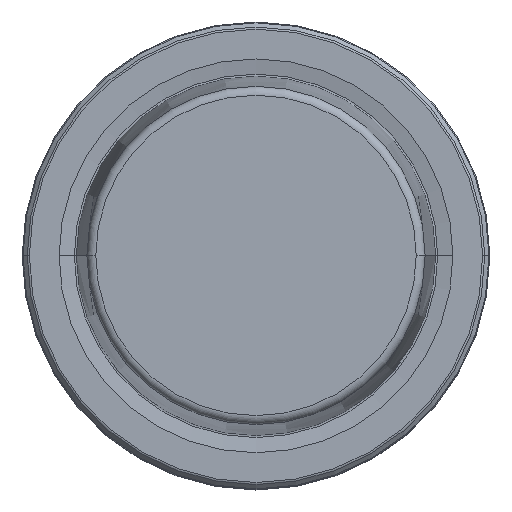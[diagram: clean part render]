
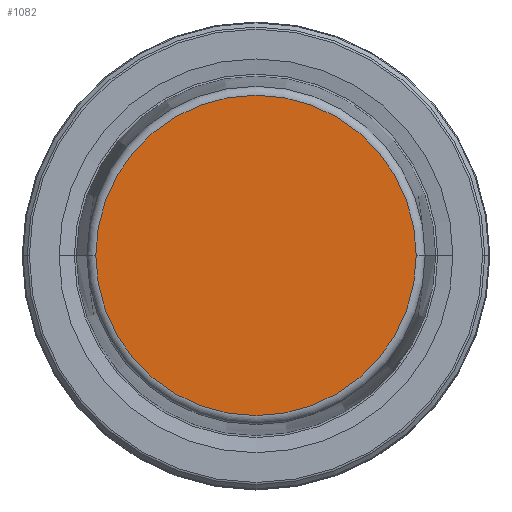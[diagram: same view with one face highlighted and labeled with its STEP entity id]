
A CAD part, top view. The second image highlights one B-rep face of the part: STEP entity #1082.
In plain terms, the highlighted planar face has unit normal (0, 0, 1).
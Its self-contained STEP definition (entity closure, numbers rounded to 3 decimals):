
#106 = EDGE_LOOP ( 'NONE', ( #280, #991 ) ) ;
#118 = CARTESIAN_POINT ( 'NONE',  ( 0., 0., 31.9 ) ) ;
#179 = CIRCLE ( 'NONE', #1086, 21.581 ) ;
#267 = CARTESIAN_POINT ( 'NONE',  ( 0., 0., 31.9 ) ) ;
#280 = ORIENTED_EDGE ( 'NONE', *, *, #369, .T. ) ;
#292 = AXIS2_PLACEMENT_3D ( 'NONE', #661, #469, #1142 ) ;
#317 = FACE_OUTER_BOUND ( 'NONE', #106, .T. ) ;
#366 = PLANE ( 'NONE',  #292 ) ;
#369 = EDGE_CURVE ( 'NONE', #627, #604, #179, .T. ) ;
#370 = DIRECTION ( 'NONE',  ( 1., 0., 0. ) ) ;
#469 = DIRECTION ( 'NONE',  ( 0., 0., -1. ) ) ;
#604 = VERTEX_POINT ( 'NONE', #734 ) ;
#627 = VERTEX_POINT ( 'NONE', #1192 ) ;
#661 = CARTESIAN_POINT ( 'NONE',  ( 0., 0., 31.9 ) ) ;
#691 = DIRECTION ( 'NONE',  ( 0., 0., 1. ) ) ;
#734 = CARTESIAN_POINT ( 'NONE',  ( -21.581, 0., 31.9 ) ) ;
#889 = DIRECTION ( 'NONE',  ( 1., 0., 0. ) ) ;
#901 = AXIS2_PLACEMENT_3D ( 'NONE', #267, #951, #370 ) ;
#943 = CIRCLE ( 'NONE', #901, 21.581 ) ;
#951 = DIRECTION ( 'NONE',  ( 0., 0., 1. ) ) ;
#991 = ORIENTED_EDGE ( 'NONE', *, *, #1258, .T. ) ;
#1082 = ADVANCED_FACE ( 'NONE', ( #317 ), #366, .F. ) ;
#1086 = AXIS2_PLACEMENT_3D ( 'NONE', #118, #691, #889 ) ;
#1142 = DIRECTION ( 'NONE',  ( -1., 0., 0. ) ) ;
#1192 = CARTESIAN_POINT ( 'NONE',  ( 21.581, 0., 31.9 ) ) ;
#1258 = EDGE_CURVE ( 'NONE', #604, #627, #943, .T. ) ;
